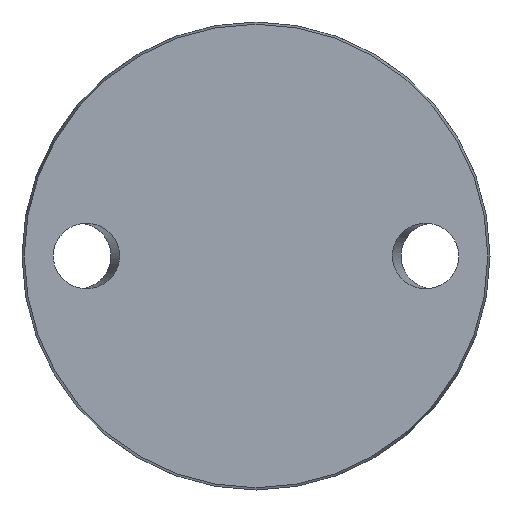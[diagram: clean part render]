
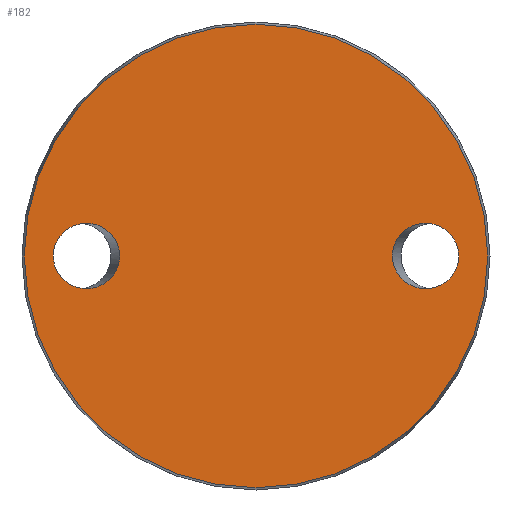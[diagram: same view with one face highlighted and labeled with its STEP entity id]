
A CAD part, front view. The second image highlights one B-rep face of the part: STEP entity #182.
In plain terms, the highlighted planar face has unit normal (0, -1, 0).
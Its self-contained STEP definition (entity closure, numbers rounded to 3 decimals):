
#44 = EDGE_CURVE ( 'NONE', #584, #584, #240, .T. ) ;
#61 = ORIENTED_EDGE ( 'NONE', *, *, #44, .T. ) ;
#76 =( BOUNDED_CURVE ( )  B_SPLINE_CURVE ( 3, ( #179, #728, #556, #104, #411, #481, #328 ),
 .UNSPECIFIED., .T., .F. ) 
 B_SPLINE_CURVE_WITH_KNOTS ( ( 4, 3, 4 ),
 ( 0., 3.142, 6.283 ),
 .UNSPECIFIED. ) 
 CURVE ( )  GEOMETRIC_REPRESENTATION_ITEM ( )  RATIONAL_B_SPLINE_CURVE ( ( 1., 0.333, 0.333, 1., 0.333, 0.333, 1. ) ) 
 REPRESENTATION_ITEM ( '' )  );
#104 = CARTESIAN_POINT ( 'NONE',  ( 51.115, 0., 0. ) ) ;
#179 = CARTESIAN_POINT ( 'NONE',  ( 34.385, 0., 0. ) ) ;
#182 = ADVANCED_FACE ( 'NONE', ( #222, #539, #734 ), #330, .F. ) ;
#188 = VERTEX_POINT ( 'NONE', #500 ) ;
#200 = EDGE_LOOP ( 'NONE', ( #327 ) ) ;
#217 = CARTESIAN_POINT ( 'NONE',  ( -51.115, 0., 16.5 ) ) ;
#222 = FACE_BOUND ( 'NONE', #602, .T. ) ;
#240 = CIRCLE ( 'NONE', #831, 58.425 ) ;
#299 = CARTESIAN_POINT ( 'NONE',  ( -51.115, 0., 0. ) ) ;
#305 = CARTESIAN_POINT ( 'NONE',  ( 34.385, 0., 0. ) ) ;
#315 = CARTESIAN_POINT ( 'NONE',  ( -34.385, 0., 16.5 ) ) ;
#327 = ORIENTED_EDGE ( 'NONE', *, *, #830, .F. ) ;
#328 = CARTESIAN_POINT ( 'NONE',  ( 34.385, 0., 0. ) ) ;
#330 = PLANE ( 'NONE',  #784 ) ;
#406 = CARTESIAN_POINT ( 'NONE',  ( -34.385, 0., -16.5 ) ) ;
#411 = CARTESIAN_POINT ( 'NONE',  ( 51.115, 0., 16.5 ) ) ;
#431 = CARTESIAN_POINT ( 'NONE',  ( -34.385, 0., 0. ) ) ;
#481 = CARTESIAN_POINT ( 'NONE',  ( 34.385, 0., 16.5 ) ) ;
#500 = CARTESIAN_POINT ( 'NONE',  ( -51.115, 0., 0. ) ) ;
#507 = DIRECTION ( 'NONE',  ( 0., 1., 0. ) ) ;
#518 = EDGE_CURVE ( 'NONE', #188, #188, #653, .T. ) ;
#537 = CARTESIAN_POINT ( 'NONE',  ( -51.115, 0., -16.5 ) ) ;
#539 = FACE_BOUND ( 'NONE', #200, .T. ) ;
#556 = CARTESIAN_POINT ( 'NONE',  ( 51.115, 0., -16.5 ) ) ;
#584 = VERTEX_POINT ( 'NONE', #743 ) ;
#597 = ORIENTED_EDGE ( 'NONE', *, *, #518, .T. ) ;
#602 = EDGE_LOOP ( 'NONE', ( #597 ) ) ;
#653 =( BOUNDED_CURVE ( )  B_SPLINE_CURVE ( 3, ( #692, #217, #315, #431, #406, #537, #299 ),
 .UNSPECIFIED., .T., .F. ) 
 B_SPLINE_CURVE_WITH_KNOTS ( ( 4, 3, 4 ),
 ( 0., 3.142, 6.283 ),
 .UNSPECIFIED. ) 
 CURVE ( )  GEOMETRIC_REPRESENTATION_ITEM ( )  RATIONAL_B_SPLINE_CURVE ( ( 1., 0.333, 0.333, 1., 0.333, 0.333, 1. ) ) 
 REPRESENTATION_ITEM ( '' )  );
#692 = CARTESIAN_POINT ( 'NONE',  ( -51.115, 0., 0. ) ) ;
#701 = DIRECTION ( 'NONE',  ( 0., 0., -1. ) ) ;
#716 = CARTESIAN_POINT ( 'NONE',  ( 0., 0., 0. ) ) ;
#728 = CARTESIAN_POINT ( 'NONE',  ( 34.385, 0., -16.5 ) ) ;
#734 = FACE_OUTER_BOUND ( 'NONE', #853, .T. ) ;
#743 = CARTESIAN_POINT ( 'NONE',  ( 0., 0., -58.425 ) ) ;
#784 = AXIS2_PLACEMENT_3D ( 'NONE', #974, #507, #825 ) ;
#825 = DIRECTION ( 'NONE',  ( 0., 0., 1. ) ) ;
#830 = EDGE_CURVE ( 'NONE', #998, #998, #76, .T. ) ;
#831 = AXIS2_PLACEMENT_3D ( 'NONE', #716, #870, #701 ) ;
#853 = EDGE_LOOP ( 'NONE', ( #61 ) ) ;
#870 = DIRECTION ( 'NONE',  ( 0., -1., 0. ) ) ;
#974 = CARTESIAN_POINT ( 'NONE',  ( -58.425, 0., 0. ) ) ;
#998 = VERTEX_POINT ( 'NONE', #305 ) ;
